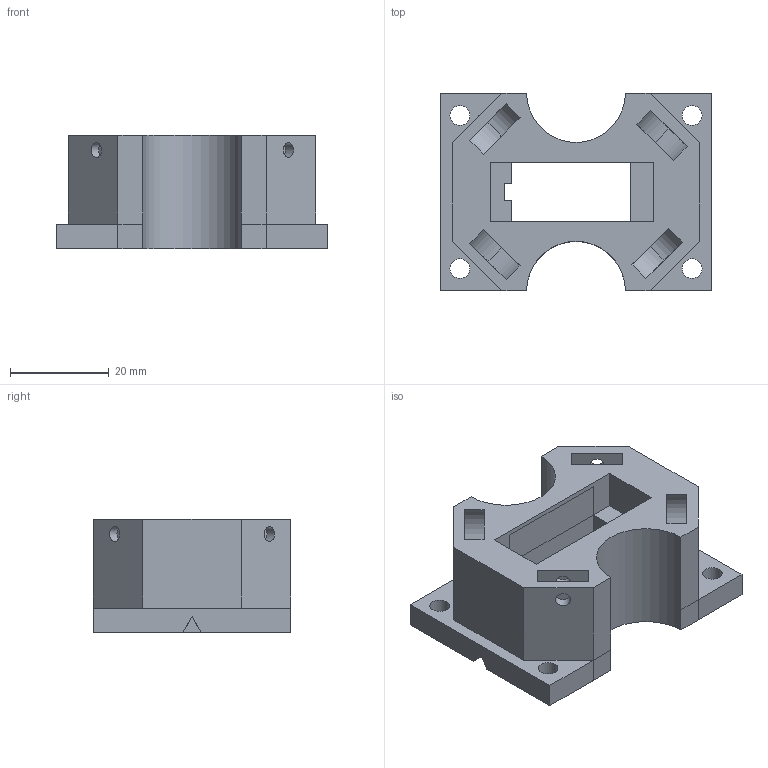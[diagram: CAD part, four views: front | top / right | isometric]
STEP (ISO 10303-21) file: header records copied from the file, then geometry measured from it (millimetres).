
FILE_DESCRIPTION(('FreeCAD Model'),'2;1');
FILE_NAME('Basefija.step','2015-03-12T08:34:24',('FreeCAD'),('FreeCAD'), 'Open CASCADE STEP processor 6.6','FreeCAD','Unknown');
FILE_SCHEMA(('AUTOMOTIVE_DESIGN_CC2 { 1 2 10303 214 -1 1 5 4 }'));
Length unit declared in the file: millimetre
Products named in the file (1): BaseFija
Bounding box: 55 x 40 x 23 mm (x, y, z)
Volume: 26671.6 mm3; surface area: 10616.2 mm2
Topology: 1 solids, 1 shells, 79 faces, 198 edges, 128 vertices
Faces by surface type: plane 57, cylinder 22
Full cylindrical faces by diameter (mm): 3 x8, 4 x4
Entity records: 7739 total; most frequent: CARTESIAN_POINT 3786, DIRECTION 690, LINE 398, VECTOR 398, ORIENTED_EDGE 396, PCURVE 396, DEFINITIONAL_REPRESENTATION 396, EDGE_CURVE 198
